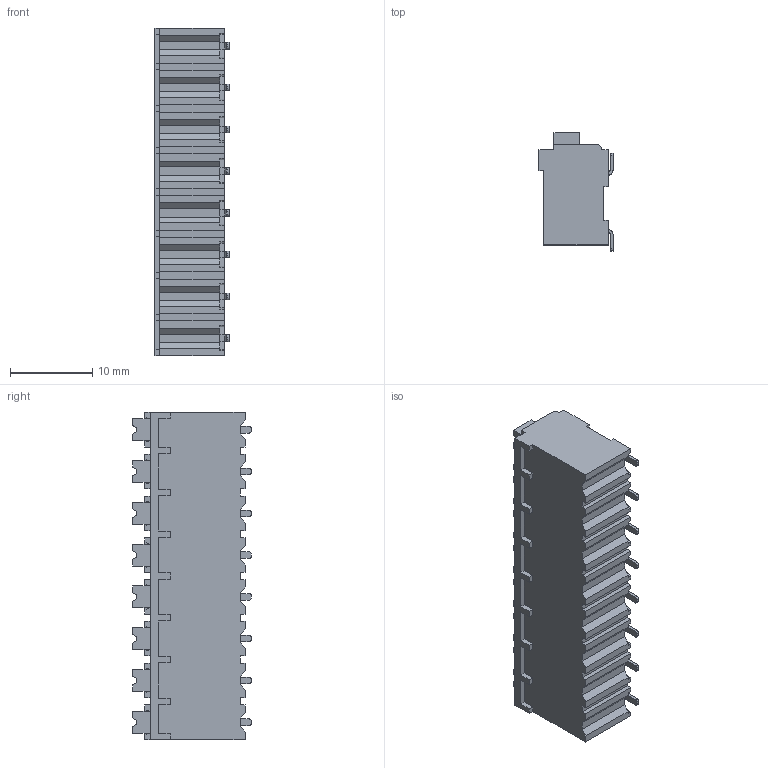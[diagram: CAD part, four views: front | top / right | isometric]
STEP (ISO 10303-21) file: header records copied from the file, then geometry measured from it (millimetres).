
FILE_DESCRIPTION((''),'2;1');
FILE_NAME('TLM-004RS-5_08-XXP-X','2024-09-29T',('sj'),(''),'PRO/ENGINEER BY PARAMETRIC TECHNOLOGY CORPORATION, 2015240','PRO/ENGINEER BY PARAMETRIC TECHNOLOGY CORPORATION, 2015240','');
FILE_SCHEMA(('CONFIG_CONTROL_DESIGN','SHAPE_APPEARANCE_LAYERS_GROUPS'));
Length unit declared in the file: millimetre
Products named in the file (1): TLM-004RS-5_08-XXP-X
Bounding box: 9 x 14.38 x 39.76 mm (x, y, z)
Volume: 2993.2 mm3; surface area: 3820.4 mm2
Topology: 1 solids, 1 shells, 764 faces, 2200 edges, 1462 vertices
Faces by surface type: plane 652, cylinder 112
Entity records: 24942 total; most frequent: CARTESIAN_POINT 4666, ORIENTED_EDGE 4400, DIRECTION 3936, EDGE_CURVE 2200, VECTOR 1896, LINE 1896, VERTEX_POINT 1462, AXIS2_PLACEMENT_3D 1020
